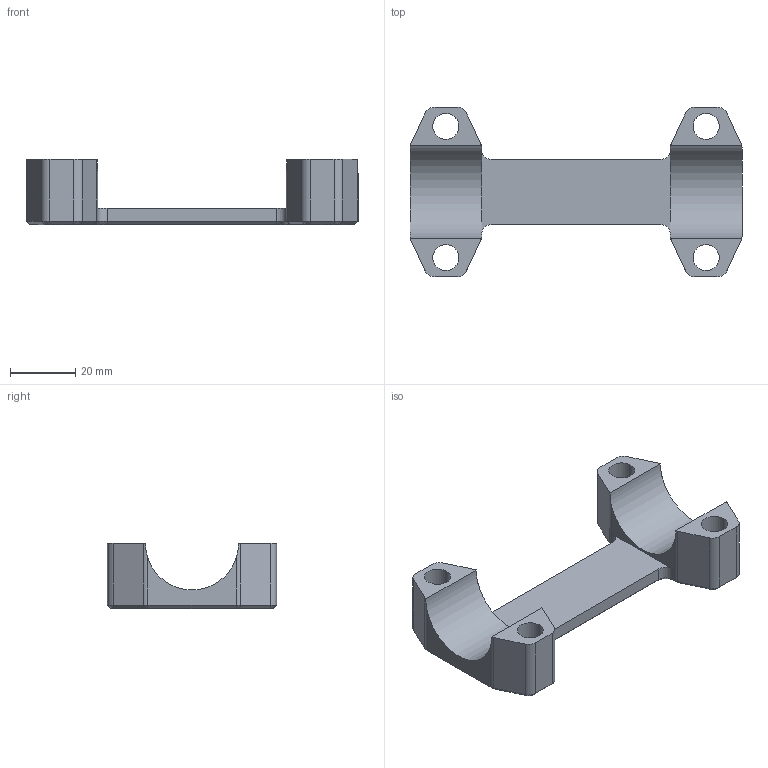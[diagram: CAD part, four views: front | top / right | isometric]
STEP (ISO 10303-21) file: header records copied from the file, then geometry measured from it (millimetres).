
FILE_DESCRIPTION (( 'STEP AP214' ), '1' );
FILE_NAME ('liaison pontet.STEP', '2024-02-02T18:58:41', ( '' ), ( '' ), 'SwSTEP 2.0', 'SolidWorks 2024', '' );
FILE_SCHEMA (( 'AUTOMOTIVE_DESIGN' ));
Length unit declared in the file: millimetre
Products named in the file (1): liaison pontet
Bounding box: 102 x 52 x 20 mm (x, y, z)
Volume: 27884.7 mm3; surface area: 13135.2 mm2
Topology: 1 solids, 1 shells, 287 faces, 756 edges, 488 vertices
Faces by surface type: plane 181, bspline 48, cylinder 30, cone 28
Entity records: 11573 total; most frequent: CARTESIAN_POINT 4728, ORIENTED_EDGE 1512, DIRECTION 1220, EDGE_CURVE 756, LINE 556, VECTOR 556, VERTEX_POINT 488, AXIS2_PLACEMENT_3D 332
